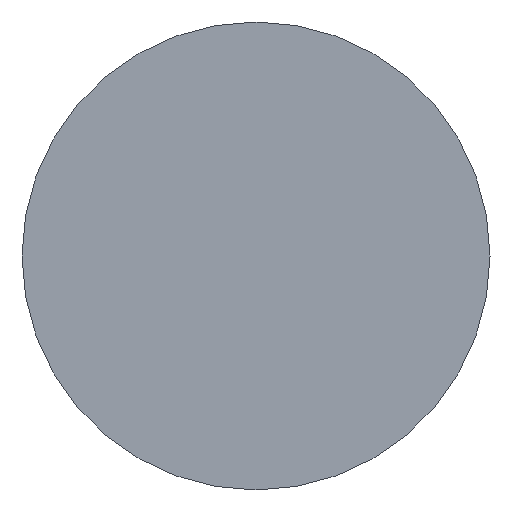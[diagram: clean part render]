
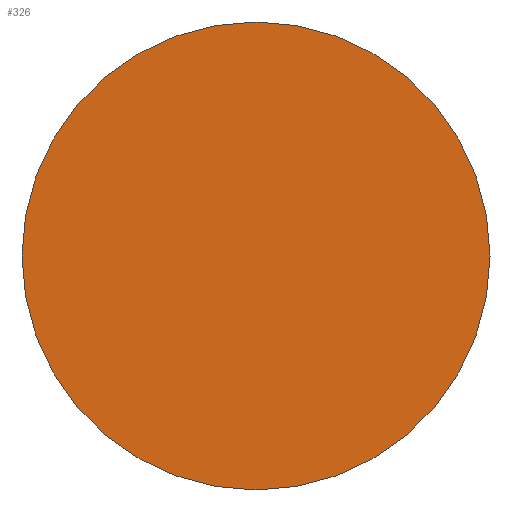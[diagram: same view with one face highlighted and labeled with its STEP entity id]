
A CAD part, front view. The second image highlights one B-rep face of the part: STEP entity #326.
In plain terms, the highlighted planar face has unit normal (0, -1, -0.001).
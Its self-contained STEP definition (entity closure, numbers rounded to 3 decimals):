
#21=PLANE('',#373);
#37=FACE_OUTER_BOUND('',#56,.T.);
#56=EDGE_LOOP('',(#232,#233));
#104=CIRCLE('',#374,75.5);
#105=CIRCLE('',#375,75.5);
#139=VERTEX_POINT('',#558);
#140=VERTEX_POINT('',#559);
#176=EDGE_CURVE('',#139,#140,#104,.T.);
#177=EDGE_CURVE('',#140,#139,#105,.T.);
#232=ORIENTED_EDGE('',*,*,#176,.F.);
#233=ORIENTED_EDGE('',*,*,#177,.F.);
#326=ADVANCED_FACE('',(#37),#21,.T.);
#373=AXIS2_PLACEMENT_3D('',#557,#445,#446);
#374=AXIS2_PLACEMENT_3D('',#560,#447,#448);
#375=AXIS2_PLACEMENT_3D('',#561,#449,#450);
#445=DIRECTION('center_axis',(0.,-1.,-0.001));
#446=DIRECTION('ref_axis',(-1.,0.,0.));
#447=DIRECTION('center_axis',(0.,1.,0.001));
#448=DIRECTION('ref_axis',(1.,0.,0.));
#449=DIRECTION('center_axis',(0.,1.,0.001));
#450=DIRECTION('ref_axis',(1.,0.,0.));
#557=CARTESIAN_POINT('Origin',(75.5,0.,0.));
#558=CARTESIAN_POINT('',(75.5,0.,0.));
#559=CARTESIAN_POINT('',(-75.5,0.,0.));
#560=CARTESIAN_POINT('Origin',(0.,0.,0.));
#561=CARTESIAN_POINT('Origin',(0.,0.,0.));
